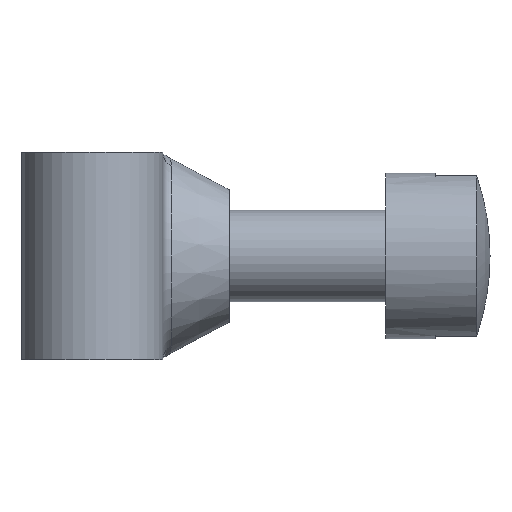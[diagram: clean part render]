
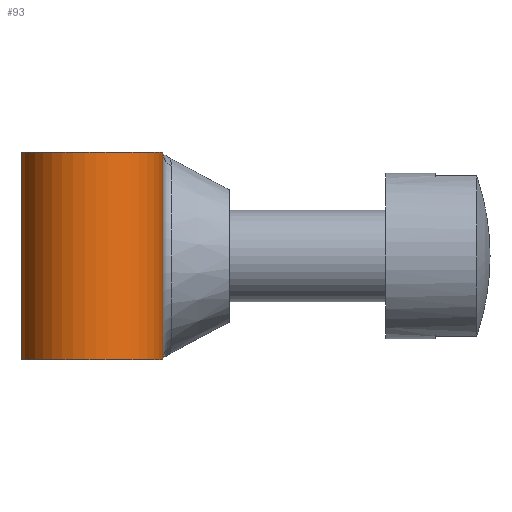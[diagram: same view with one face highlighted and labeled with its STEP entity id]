
A CAD part, left-side view. The second image highlights one B-rep face of the part: STEP entity #93.
In plain terms, the highlighted cylindrical face has radius 1.7 mm (diameter 3.4 mm), a partial arc.
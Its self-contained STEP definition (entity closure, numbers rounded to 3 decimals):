
#47=CYLINDRICAL_SURFACE('',#645,1.7);
#93=ADVANCED_FACE('',(#144),#47,.T.);
#144=FACE_OUTER_BOUND('',#180,.T.);
#180=EDGE_LOOP('',(#322,#323,#324,#325));
#219=CIRCLE('',#632,1.7);
#222=CIRCLE('',#636,1.7);
#322=ORIENTED_EDGE('',*,*,#496,.F.);
#323=ORIENTED_EDGE('',*,*,#504,.T.);
#324=ORIENTED_EDGE('',*,*,#482,.T.);
#325=ORIENTED_EDGE('',*,*,#455,.F.);
#398=VERTEX_POINT('',#862);
#401=VERTEX_POINT('',#867);
#422=VERTEX_POINT('',#926);
#433=VERTEX_POINT('',#969);
#455=EDGE_CURVE('',#401,#398,#532,.T.);
#482=EDGE_CURVE('',#422,#398,#219,.T.);
#496=EDGE_CURVE('',#433,#401,#222,.T.);
#504=EDGE_CURVE('',#433,#422,#559,.T.);
#532=LINE('',#868,#572);
#559=LINE('',#997,#599);
#572=VECTOR('',#686,1.);
#599=VECTOR('',#779,1.);
#632=AXIS2_PLACEMENT_3D('',#925,#743,#744);
#636=AXIS2_PLACEMENT_3D('',#970,#760,#761);
#645=AXIS2_PLACEMENT_3D('',#998,#780,#781);
#686=DIRECTION('',(0.,0.,-1.));
#743=DIRECTION('',(0.,0.,1.));
#744=DIRECTION('',(-1.,0.,0.));
#760=DIRECTION('',(0.,0.,1.));
#761=DIRECTION('',(-1.,0.,0.));
#779=DIRECTION('',(0.,0.,-1.));
#780=DIRECTION('',(0.,0.,1.));
#781=DIRECTION('',(-1.,0.,0.));
#862=CARTESIAN_POINT('',(-5.25,0.,-2.5));
#867=CARTESIAN_POINT('',(-5.25,0.,2.5));
#868=CARTESIAN_POINT('',(-5.25,0.,-2.5));
#925=CARTESIAN_POINT('',(-5.25,1.7,-2.5));
#926=CARTESIAN_POINT('',(-3.928,2.769,-2.5));
#969=CARTESIAN_POINT('',(-3.928,2.769,2.5));
#970=CARTESIAN_POINT('',(-5.25,1.7,2.5));
#997=CARTESIAN_POINT('',(-3.928,2.769,-2.5));
#998=CARTESIAN_POINT('',(-5.25,1.7,-2.5));
